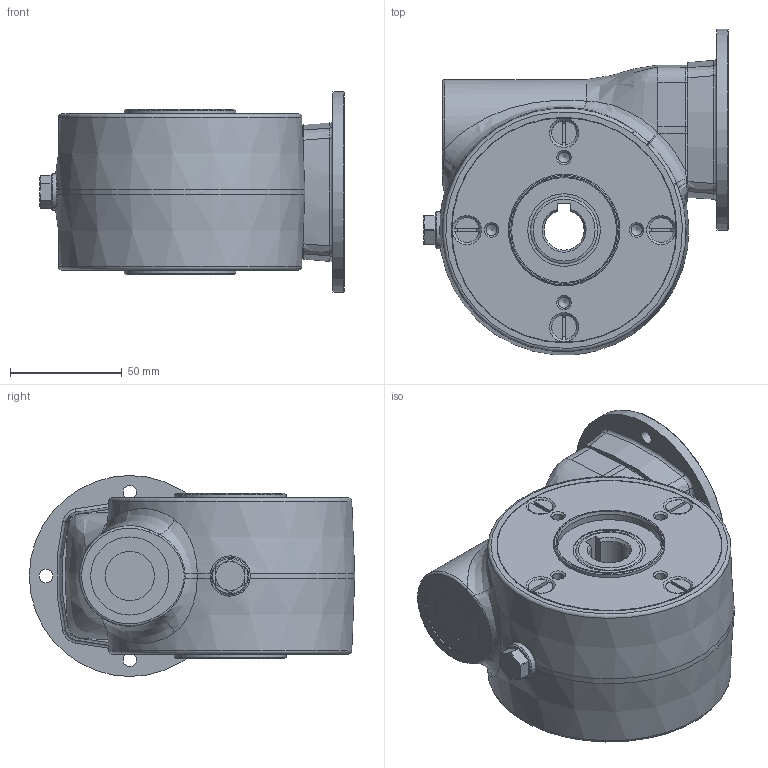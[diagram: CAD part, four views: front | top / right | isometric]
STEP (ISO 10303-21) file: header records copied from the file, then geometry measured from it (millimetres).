
FILE_DESCRIPTION( ( 'Unknown' ), '1' );
FILE_NAME( '2D3F2B26D76770A54287A5D998F57.3d.stp', 'Unknown', ( 'Unknown' ), ( 'Unknown' ), 'PSStep 10.1', 'Unknown', ' ' );
FILE_SCHEMA( ( 'AUTOMOTIVE_DESIGN { 1 0 10303 214 1 1 1 1 }' ) );
Length unit declared in the file: millimetre
Products named in the file (1): N458800
Bounding box: 136.3 x 145.78 x 90 mm (x, y, z)
Volume: 810066.5 mm3; surface area: 76606 mm2
Topology: 1 solids, 9 shells, 359 faces, 858 edges, 546 vertices
Faces by surface type: plane 123, cylinder 86, cone 76, bspline 51, torus 23
Full cylindrical faces by diameter (mm): 4.917 x12, 6 x8, 6.5 x8, 10 x4, 10.5 x4, 16.662 x1, 18 x1, 22 x1, 25 x1, 32.5 x2, 35 x1, 40 x1, 47 x2, 50 x2, 90 x1, 101 x1
Entity records: 18218 total; most frequent: CARTESIAN_POINT 8331, DIRECTION 1384, ORIENTED_EDGE 1334, EDGE_CURVE 667, AXIS2_PLACEMENT_3D 604, EDGE_LOOP 512, VERTEX_POINT 479, FACE_OUTER_BOUND 417
